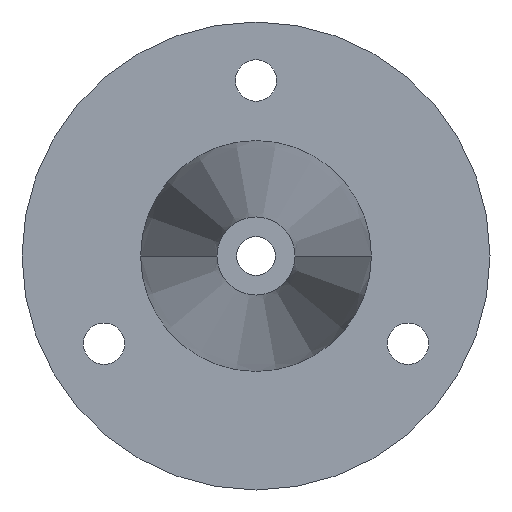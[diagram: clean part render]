
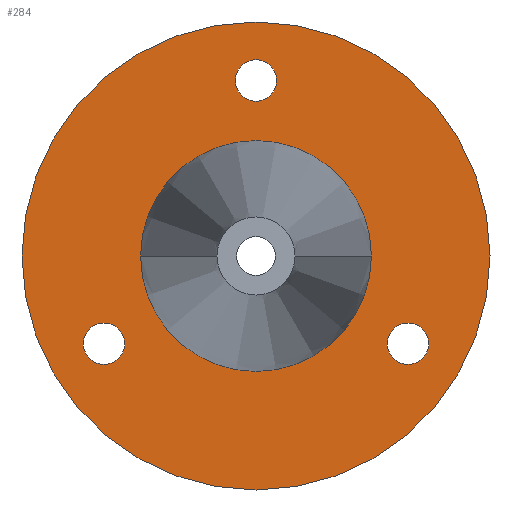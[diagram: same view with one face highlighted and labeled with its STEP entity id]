
A CAD part, front view. The second image highlights one B-rep face of the part: STEP entity #284.
In plain terms, the highlighted planar face has unit normal (0, -1, 0).
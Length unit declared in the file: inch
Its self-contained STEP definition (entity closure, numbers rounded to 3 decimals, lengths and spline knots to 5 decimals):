
#21=CARTESIAN_POINT('',(0.,11.75,0.));
#22=DIRECTION('',(0.,1.,0.));
#23=DIRECTION('',(1.,0.,0.));
#24=AXIS2_PLACEMENT_3D('',#21,#22,#23);
#30=CARTESIAN_POINT('',(0.,11.75,0.));
#31=DIRECTION('',(0.,1.,0.));
#32=DIRECTION('',(0.,0.,1.));
#33=AXIS2_PLACEMENT_3D('',#30,#31,#32);
#35=CARTESIAN_POINT('',(0.,11.75,0.));
#36=DIRECTION('',(0.,1.,0.));
#37=DIRECTION('',(0.,0.,-1.));
#38=AXIS2_PLACEMENT_3D('',#35,#36,#37);
#40=CARTESIAN_POINT('',(0.,11.75,1.125));
#41=DIRECTION('',(0.,1.,0.));
#42=DIRECTION('',(1.,0.,0.));
#43=AXIS2_PLACEMENT_3D('',#40,#41,#42);
#45=CARTESIAN_POINT('',(0.,11.75,1.125));
#46=DIRECTION('',(0.,1.,0.));
#47=DIRECTION('',(-1.,0.,0.));
#48=AXIS2_PLACEMENT_3D('',#45,#46,#47);
#50=CARTESIAN_POINT('',(0.97428,11.75,-0.5625));
#51=DIRECTION('',(0.,1.,0.));
#52=DIRECTION('',(-0.5,0.,-0.866));
#53=AXIS2_PLACEMENT_3D('',#50,#51,#52);
#55=CARTESIAN_POINT('',(0.97428,11.75,-0.5625));
#56=DIRECTION('',(0.,1.,0.));
#57=DIRECTION('',(0.5,0.,0.866));
#58=AXIS2_PLACEMENT_3D('',#55,#56,#57);
#60=CARTESIAN_POINT('',(-0.97428,11.75,-0.5625));
#61=DIRECTION('',(0.,1.,0.));
#62=DIRECTION('',(-0.5,0.,0.866));
#63=AXIS2_PLACEMENT_3D('',#60,#61,#62);
#65=CARTESIAN_POINT('',(-0.97428,11.75,-0.5625));
#66=DIRECTION('',(0.,1.,0.));
#67=DIRECTION('',(0.5,0.,-0.866));
#68=AXIS2_PLACEMENT_3D('',#65,#66,#67);
#160=CARTESIAN_POINT('',(0.,11.75,0.));
#161=DIRECTION('',(0.,1.,0.));
#162=DIRECTION('',(-1.,0.,0.));
#163=AXIS2_PLACEMENT_3D('',#160,#161,#162);
#185=CARTESIAN_POINT('',(0.,11.75,1.5));
#186=CARTESIAN_POINT('',(0.,11.75,-1.5));
#187=VERTEX_POINT('',#185);
#188=VERTEX_POINT('',#186);
#189=CARTESIAN_POINT('',(0.73969,11.75,0.));
#190=CARTESIAN_POINT('',(-0.73969,11.75,0.));
#191=VERTEX_POINT('',#189);
#192=VERTEX_POINT('',#190);
#197=CARTESIAN_POINT('',(0.133,11.75,1.125));
#198=CARTESIAN_POINT('',(-0.133,11.75,1.125));
#199=VERTEX_POINT('',#197);
#200=VERTEX_POINT('',#198);
#205=CARTESIAN_POINT('',(0.90778,11.75,-0.67768));
#206=CARTESIAN_POINT('',(1.04078,11.75,-0.44732));
#207=VERTEX_POINT('',#205);
#208=VERTEX_POINT('',#206);
#213=CARTESIAN_POINT('',(-1.04078,11.75,-0.44732));
#214=CARTESIAN_POINT('',(-0.90778,11.75,-0.67768));
#215=VERTEX_POINT('',#213);
#216=VERTEX_POINT('',#214);
#250=CARTESIAN_POINT('',(0.,11.75,0.));
#251=DIRECTION('',(0.,1.,0.));
#252=DIRECTION('',(0.,0.,1.));
#253=AXIS2_PLACEMENT_3D('',#250,#251,#252);
#254=PLANE('',#253);
#256=ORIENTED_EDGE('',*,*,#255,.T.);
#258=ORIENTED_EDGE('',*,*,#257,.T.);
#259=EDGE_LOOP('',(#256,#258));
#260=FACE_OUTER_BOUND('',#259,.F.);
#261=ORIENTED_EDGE('',*,*,#240,.F.);
#263=ORIENTED_EDGE('',*,*,#262,.F.);
#264=EDGE_LOOP('',(#261,#263));
#265=FACE_BOUND('',#264,.F.);
#267=ORIENTED_EDGE('',*,*,#266,.F.);
#269=ORIENTED_EDGE('',*,*,#268,.F.);
#270=EDGE_LOOP('',(#267,#269));
#271=FACE_BOUND('',#270,.F.);
#273=ORIENTED_EDGE('',*,*,#272,.F.);
#275=ORIENTED_EDGE('',*,*,#274,.F.);
#276=EDGE_LOOP('',(#273,#275));
#277=FACE_BOUND('',#276,.F.);
#279=ORIENTED_EDGE('',*,*,#278,.F.);
#281=ORIENTED_EDGE('',*,*,#280,.F.);
#282=EDGE_LOOP('',(#279,#281));
#283=FACE_BOUND('',#282,.F.);
#284=ADVANCED_FACE('',(#260,#265,#271,#277,#283),#254,.F.);
#25=CIRCLE('',#24,0.73969);
#34=CIRCLE('',#33,1.5);
#39=CIRCLE('',#38,1.5);
#44=CIRCLE('',#43,0.133);
#49=CIRCLE('',#48,0.133);
#54=CIRCLE('',#53,0.133);
#59=CIRCLE('',#58,0.133);
#64=CIRCLE('',#63,0.133);
#69=CIRCLE('',#68,0.133);
#164=CIRCLE('',#163,0.73969);
#240=EDGE_CURVE('',#191,#192,#25,.T.);
#255=EDGE_CURVE('',#187,#188,#34,.T.);
#257=EDGE_CURVE('',#188,#187,#39,.T.);
#262=EDGE_CURVE('',#192,#191,#164,.T.);
#266=EDGE_CURVE('',#199,#200,#44,.T.);
#268=EDGE_CURVE('',#200,#199,#49,.T.);
#272=EDGE_CURVE('',#207,#208,#54,.T.);
#274=EDGE_CURVE('',#208,#207,#59,.T.);
#278=EDGE_CURVE('',#215,#216,#64,.T.);
#280=EDGE_CURVE('',#216,#215,#69,.T.);
